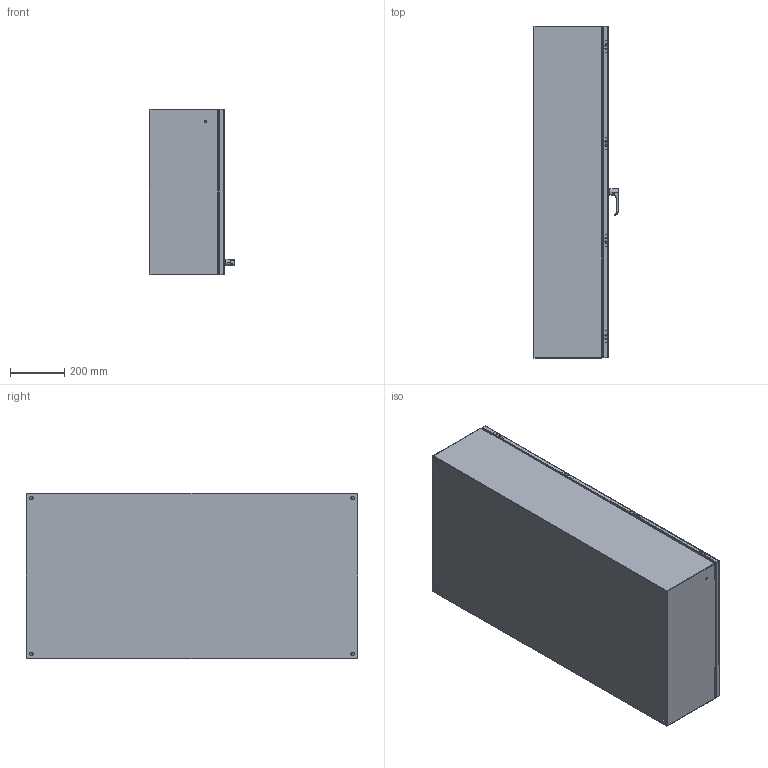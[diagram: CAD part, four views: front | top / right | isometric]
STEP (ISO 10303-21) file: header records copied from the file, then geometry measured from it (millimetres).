
FILE_DESCRIPTION (( 'STEP AP214' ), '1' );
FILE_NAME ('EN4SD482410S16.STEP', '2019-10-10T14:00:05', ( '' ), ( '' ), 'SwSTEP 2.0', 'SolidWorks 2018', '' );
FILE_SCHEMA (( 'AUTOMOTIVE_DESIGN' ));
Length unit declared in the file: inch
Products named in the file (1): EN4SD482410S16
Bounding box: 314.25 x 1219.2 x 609.6 mm (x, y, z)
Volume: 5236140.4 mm3; surface area: 5723032.9 mm2
Topology: 53 solids, 54 shells, 1467 faces, 3425 edges, 2121 vertices
Faces by surface type: plane 632, cylinder 536, bspline 194, cone 57, torus 48
Entity records: 98837 total; most frequent: CARTESIAN_POINT 46861, ORIENTED_EDGE 6796, DIRECTION 6445, EDGE_CURVE 3398, AXIS2_PLACEMENT_3D 2342, VERTEX_POINT 2121, VECTOR 1761, LINE 1761
